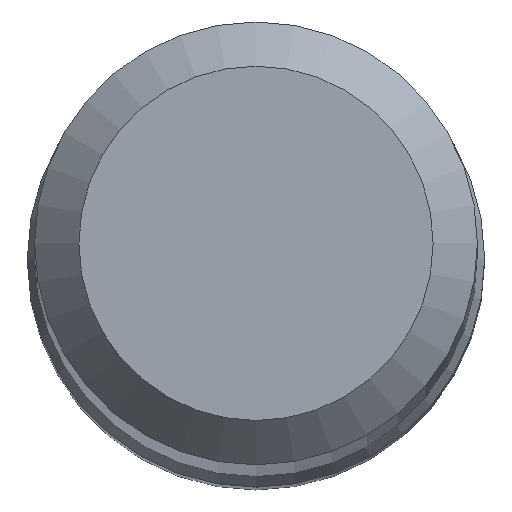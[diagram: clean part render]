
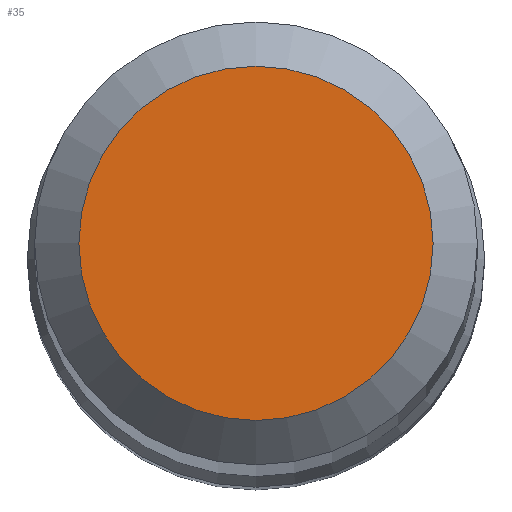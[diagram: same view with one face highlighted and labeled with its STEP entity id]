
A CAD part, top view. The second image highlights one B-rep face of the part: STEP entity #35.
In plain terms, the highlighted planar face has unit normal (0, 0, 1).
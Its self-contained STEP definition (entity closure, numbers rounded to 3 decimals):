
#15 = EDGE_CURVE ( 'NONE', #73, #73, #277, .T. ) ;
#26 = CARTESIAN_POINT ( 'NONE',  ( 0., 1.2, 70. ) ) ;
#35 = ADVANCED_FACE ( 'NONE', ( #297 ), #64, .T. ) ;
#42 = EDGE_LOOP ( 'NONE', ( #197 ) ) ;
#64 = PLANE ( 'NONE',  #264 ) ;
#73 = VERTEX_POINT ( 'NONE', #26 ) ;
#91 = AXIS2_PLACEMENT_3D ( 'NONE', #104, #227, #177 ) ;
#104 = CARTESIAN_POINT ( 'NONE',  ( 0., 0., 70. ) ) ;
#105 = DIRECTION ( 'NONE',  ( 0., 0., 1. ) ) ;
#153 = DIRECTION ( 'NONE',  ( 0., -1., 0. ) ) ;
#177 = DIRECTION ( 'NONE',  ( 0., 1., 0. ) ) ;
#197 = ORIENTED_EDGE ( 'NONE', *, *, #15, .F. ) ;
#227 = DIRECTION ( 'NONE',  ( 0., 0., -1. ) ) ;
#264 = AXIS2_PLACEMENT_3D ( 'NONE', #296, #105, #153 ) ;
#277 = CIRCLE ( 'NONE', #91, 1.2 ) ;
#296 = CARTESIAN_POINT ( 'NONE',  ( 0., 0., 70. ) ) ;
#297 = FACE_OUTER_BOUND ( 'NONE', #42, .T. ) ;
